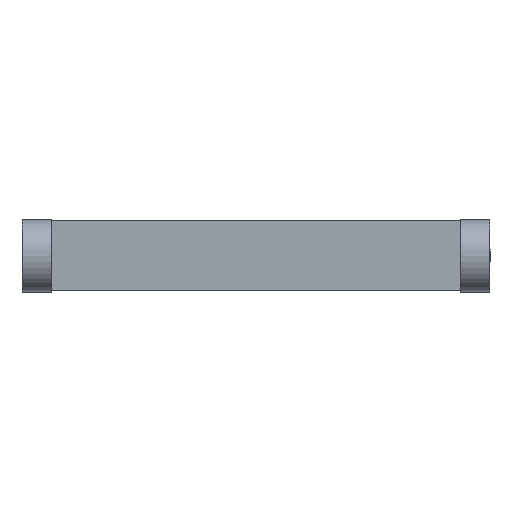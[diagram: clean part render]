
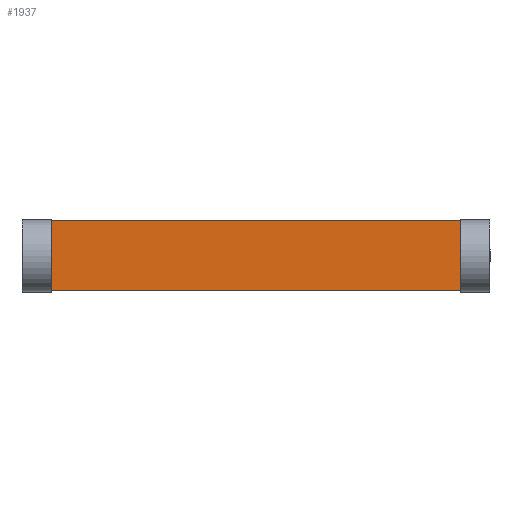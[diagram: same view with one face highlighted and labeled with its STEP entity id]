
A CAD part, left-side view. The second image highlights one B-rep face of the part: STEP entity #1937.
In plain terms, the highlighted planar face has unit normal (-1, 0, 0).
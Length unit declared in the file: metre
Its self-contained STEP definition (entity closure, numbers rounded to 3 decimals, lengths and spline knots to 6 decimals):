
#35=PLANE('',#2226);
#78=LINE('',#3163,#132);
#81=LINE('',#3310,#135);
#90=LINE('',#3356,#144);
#91=LINE('',#3357,#145);
#132=VECTOR('',#2543,1.);
#135=VECTOR('',#2690,1.);
#144=VECTOR('',#2761,1.);
#145=VECTOR('',#2762,1.);
#434=ORIENTED_EDGE('',*,*,#816,.T.);
#435=ORIENTED_EDGE('',*,*,#719,.F.);
#436=ORIENTED_EDGE('',*,*,#817,.F.);
#437=ORIENTED_EDGE('',*,*,#793,.F.);
#719=EDGE_CURVE('',#845,#829,#78,.T.);
#793=EDGE_CURVE('',#826,#1004,#81,.T.);
#816=EDGE_CURVE('',#826,#829,#90,.T.);
#817=EDGE_CURVE('',#1004,#845,#91,.T.);
#826=VERTEX_POINT('',#2928);
#829=VERTEX_POINT('',#2936);
#845=VERTEX_POINT('',#2980);
#1004=VERTEX_POINT('',#3311);
#1355=EDGE_LOOP('',(#434,#435,#436,#437));
#1677=FACE_BOUND('',#1355,.T.);
#1937=ADVANCED_FACE('',(#1677),#35,.F.);
#2226=AXIS2_PLACEMENT_3D('',#3355,#2759,#2760);
#2543=DIRECTION('',(0.,-1.,0.));
#2690=DIRECTION('',(0.,1.,0.));
#2759=DIRECTION('',(1.,0.,0.));
#2760=DIRECTION('',(0.,0.,-1.));
#2761=DIRECTION('',(0.,0.,1.));
#2762=DIRECTION('',(0.,0.,1.));
#2928=CARTESIAN_POINT('',(-0.038347,-0.025232,0.));
#2936=CARTESIAN_POINT('',(-0.038358,-0.025233,0.002993));
#2980=CARTESIAN_POINT('',(-0.038354,-0.007732,0.002993));
#3163=CARTESIAN_POINT('',(-0.038347,-0.016482,0.003));
#3310=CARTESIAN_POINT('',(-0.038347,-0.016482,0.));
#3311=CARTESIAN_POINT('',(-0.038347,-0.007732,0.));
#3355=CARTESIAN_POINT('',(-0.038347,-0.016482,-0.022007));
#3356=CARTESIAN_POINT('',(-0.038347,-0.025233,-0.022007));
#3357=CARTESIAN_POINT('',(-0.038347,-0.007732,-0.022007));
